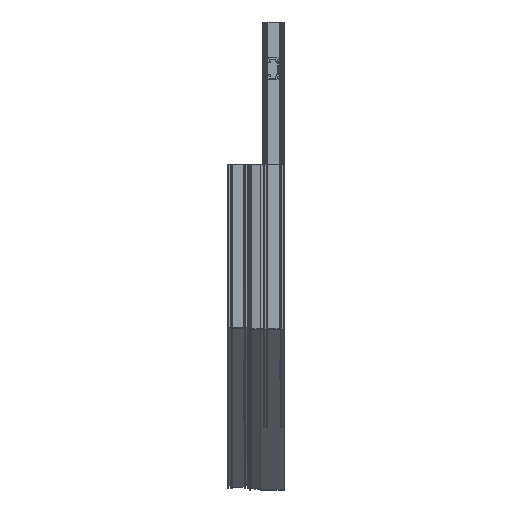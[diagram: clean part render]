
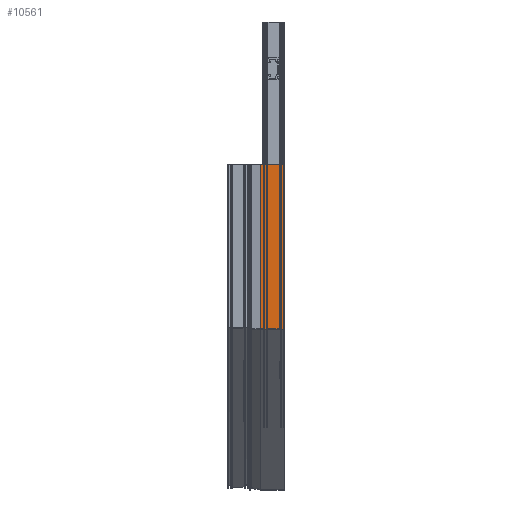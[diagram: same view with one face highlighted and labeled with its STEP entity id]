
A CAD part, left-side view. The second image highlights one B-rep face of the part: STEP entity #10561.
In plain terms, the highlighted face is planar.
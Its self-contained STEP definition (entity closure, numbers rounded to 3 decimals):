
#1422 = CARTESIAN_POINT ( 'NONE',  ( 2., 250., -18.68 ) ) ;
#1598 = CARTESIAN_POINT ( 'NONE',  ( 2., 250., 14.5 ) ) ;
#2575 = CARTESIAN_POINT ( 'NONE',  ( 2., 0., -18.68 ) ) ;
#4120 = PLANE ( 'NONE',  #12105 ) ;
#4454 = VERTEX_POINT ( 'NONE', #13728 ) ;
#4864 = EDGE_CURVE ( 'NONE', #4454, #11211, #24162, .T. ) ;
#5064 = ORIENTED_EDGE ( 'NONE', *, *, #28826, .T. ) ;
#7894 = LINE ( 'NONE', #20672, #14379 ) ;
#8590 = ORIENTED_EDGE ( 'NONE', *, *, #10542, .F. ) ;
#10415 = EDGE_LOOP ( 'NONE', ( #13115, #8590, #5064, #28466 ) ) ;
#10542 = EDGE_CURVE ( 'NONE', #19575, #4454, #26870, .T. ) ;
#10561 = ADVANCED_FACE ( 'NONE', ( #13731 ), #4120, .F. ) ;
#11211 = VERTEX_POINT ( 'NONE', #2575 ) ;
#11700 = DIRECTION ( 'NONE',  ( 0., -1., 0. ) ) ;
#12105 = AXIS2_PLACEMENT_3D ( 'NONE', #14222, #18717, #24356 ) ;
#13115 = ORIENTED_EDGE ( 'NONE', *, *, #4864, .F. ) ;
#13728 = CARTESIAN_POINT ( 'NONE',  ( 2., 230.828, -18.68 ) ) ;
#13731 = FACE_OUTER_BOUND ( 'NONE', #10415, .T. ) ;
#14195 = VECTOR ( 'NONE', #21387, 1000. ) ;
#14222 = CARTESIAN_POINT ( 'NONE',  ( 2., 250., 14.5 ) ) ;
#14379 = VECTOR ( 'NONE', #26152, 1000. ) ;
#16131 = EDGE_CURVE ( 'NONE', #31409, #11211, #7894, .T. ) ;
#16566 = CARTESIAN_POINT ( 'NONE',  ( 2., 230.828, 15.5 ) ) ;
#18717 = DIRECTION ( 'NONE',  ( -1., 0., 0. ) ) ;
#19575 = VERTEX_POINT ( 'NONE', #27628 ) ;
#20672 = CARTESIAN_POINT ( 'NONE',  ( 2., 0., 14.5 ) ) ;
#21387 = DIRECTION ( 'NONE',  ( 0., 0., -1. ) ) ;
#21836 = DIRECTION ( 'NONE',  ( 0., -1., 0. ) ) ;
#22621 = VECTOR ( 'NONE', #21836, 1000. ) ;
#24162 = LINE ( 'NONE', #1422, #26019 ) ;
#24356 = DIRECTION ( 'NONE',  ( 0., 0., 1. ) ) ;
#25826 = CARTESIAN_POINT ( 'NONE',  ( 2., 0., 14.5 ) ) ;
#26019 = VECTOR ( 'NONE', #11700, 1000. ) ;
#26152 = DIRECTION ( 'NONE',  ( 0., 0., -1. ) ) ;
#26870 = LINE ( 'NONE', #16566, #14195 ) ;
#27628 = CARTESIAN_POINT ( 'NONE',  ( 2., 230.828, 14.5 ) ) ;
#28466 = ORIENTED_EDGE ( 'NONE', *, *, #16131, .T. ) ;
#28826 = EDGE_CURVE ( 'NONE', #19575, #31409, #29150, .T. ) ;
#29150 = LINE ( 'NONE', #1598, #22621 ) ;
#31409 = VERTEX_POINT ( 'NONE', #25826 ) ;
